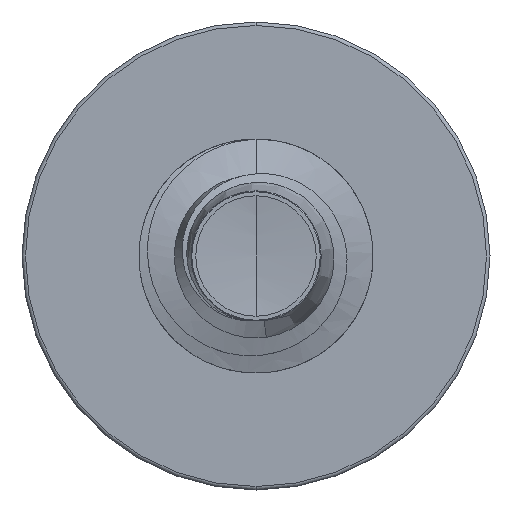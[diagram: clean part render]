
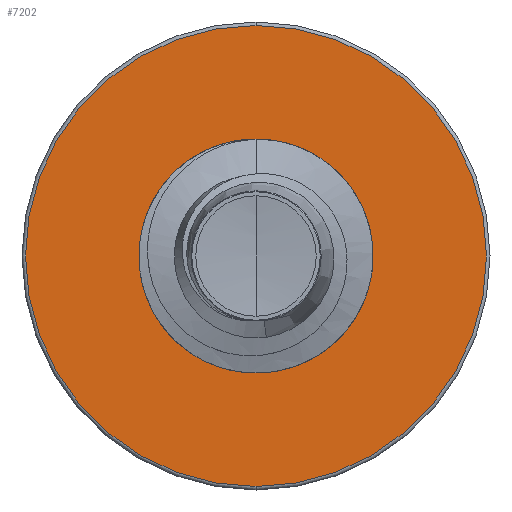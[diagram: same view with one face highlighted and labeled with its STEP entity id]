
A CAD part, front view. The second image highlights one B-rep face of the part: STEP entity #7202.
In plain terms, the highlighted planar face has unit normal (0, -1, 0).
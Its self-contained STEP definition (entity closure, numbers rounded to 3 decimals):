
#397 = ORIENTED_EDGE ( 'NONE', *, *, #9693, .F. ) ;
#806 = AXIS2_PLACEMENT_3D ( 'NONE', #2289, #877, #9866 ) ;
#877 = DIRECTION ( 'NONE',  ( 0., 1., 0. ) ) ;
#1092 = VERTEX_POINT ( 'NONE', #4932 ) ;
#1203 = AXIS2_PLACEMENT_3D ( 'NONE', #6693, #1622, #7538 ) ;
#1243 = EDGE_CURVE ( 'NONE', #10720, #5563, #3043, .T. ) ;
#1622 = DIRECTION ( 'NONE',  ( 0., 1., 0. ) ) ;
#1637 = AXIS2_PLACEMENT_3D ( 'NONE', #2467, #10050, #5023 ) ;
#2289 = CARTESIAN_POINT ( 'NONE',  ( 0., 5.5, 0. ) ) ;
#2351 = DIRECTION ( 'NONE',  ( 0., 1., 0. ) ) ;
#2467 = CARTESIAN_POINT ( 'NONE',  ( 0., 5.5, -1.412 ) ) ;
#2501 = CIRCLE ( 'NONE', #5819, 1.412 ) ;
#2696 = ORIENTED_EDGE ( 'NONE', *, *, #7125, .T. ) ;
#3043 = CIRCLE ( 'NONE', #806, 1.412 ) ;
#3692 = AXIS2_PLACEMENT_3D ( 'NONE', #9769, #4748, #10640 ) ;
#4239 = ORIENTED_EDGE ( 'NONE', *, *, #8798, .F. ) ;
#4748 = DIRECTION ( 'NONE',  ( 0., 1., 0. ) ) ;
#4932 = CARTESIAN_POINT ( 'NONE',  ( 0., 5.5, 2.955 ) ) ;
#5023 = DIRECTION ( 'NONE',  ( 0., 0., 1. ) ) ;
#5525 = CIRCLE ( 'NONE', #1203, 2.955 ) ;
#5563 = VERTEX_POINT ( 'NONE', #6276 ) ;
#5819 = AXIS2_PLACEMENT_3D ( 'NONE', #7402, #2351, #8236 ) ;
#6084 = EDGE_LOOP ( 'NONE', ( #2696, #8976 ) ) ;
#6276 = CARTESIAN_POINT ( 'NONE',  ( 0., 5.5, 1.412 ) ) ;
#6445 = FACE_BOUND ( 'NONE', #6084, .T. ) ;
#6693 = CARTESIAN_POINT ( 'NONE',  ( 0., 5.5, 0. ) ) ;
#6728 = FACE_OUTER_BOUND ( 'NONE', #8841, .T. ) ;
#6847 = CIRCLE ( 'NONE', #3692, 2.955 ) ;
#7125 = EDGE_CURVE ( 'NONE', #5563, #10720, #2501, .T. ) ;
#7202 = ADVANCED_FACE ( 'NONE', ( #6728, #6445 ), #7514, .F. ) ;
#7402 = CARTESIAN_POINT ( 'NONE',  ( 0., 5.5, 0. ) ) ;
#7514 = PLANE ( 'NONE',  #1637 ) ;
#7538 = DIRECTION ( 'NONE',  ( 0., 0., 1. ) ) ;
#8236 = DIRECTION ( 'NONE',  ( 0., 0., 1. ) ) ;
#8483 = VERTEX_POINT ( 'NONE', #9318 ) ;
#8798 = EDGE_CURVE ( 'NONE', #1092, #8483, #6847, .T. ) ;
#8841 = EDGE_LOOP ( 'NONE', ( #4239, #397 ) ) ;
#8976 = ORIENTED_EDGE ( 'NONE', *, *, #1243, .T. ) ;
#9318 = CARTESIAN_POINT ( 'NONE',  ( 0., 5.5, -2.955 ) ) ;
#9693 = EDGE_CURVE ( 'NONE', #8483, #1092, #5525, .T. ) ;
#9769 = CARTESIAN_POINT ( 'NONE',  ( 0., 5.5, 0. ) ) ;
#9866 = DIRECTION ( 'NONE',  ( 0., 0., 1. ) ) ;
#10050 = DIRECTION ( 'NONE',  ( 0., 1., 0. ) ) ;
#10412 = CARTESIAN_POINT ( 'NONE',  ( 0., 5.5, -1.412 ) ) ;
#10640 = DIRECTION ( 'NONE',  ( 0., 0., 1. ) ) ;
#10720 = VERTEX_POINT ( 'NONE', #10412 ) ;
